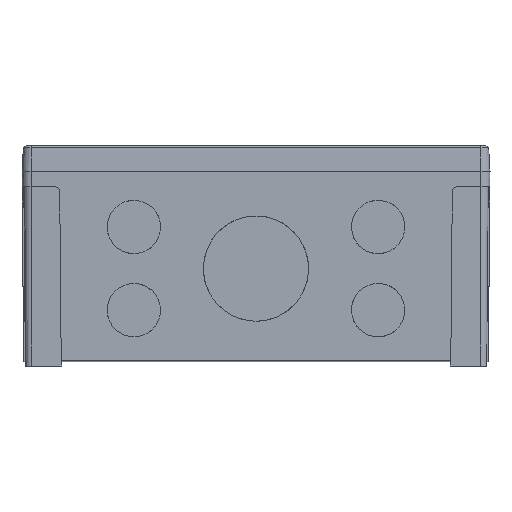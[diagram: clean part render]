
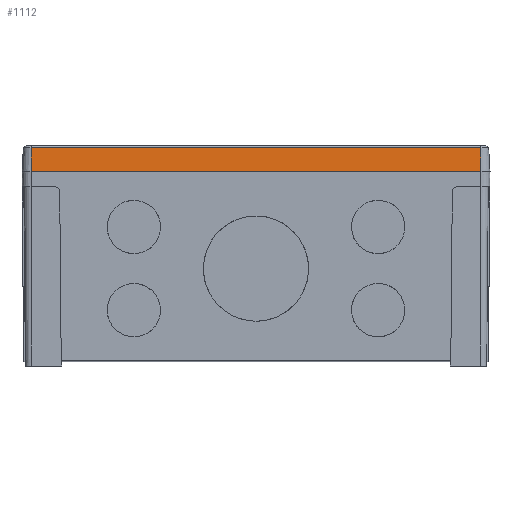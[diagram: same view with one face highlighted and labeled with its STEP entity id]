
A CAD part, top view. The second image highlights one B-rep face of the part: STEP entity #1112.
In plain terms, the highlighted planar face has unit normal (0, 0.052, 0.999).
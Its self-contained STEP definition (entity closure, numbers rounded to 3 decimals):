
#130 = DIRECTION ( 'NONE',  ( 0., 0.052, 0.999 ) ) ;
#158 = LINE ( 'NONE', #10420, #3302 ) ;
#1053 = DIRECTION ( 'NONE',  ( 1., 0., 0. ) ) ;
#1112 = ADVANCED_FACE ( 'NONE', ( #3310 ), #5292, .T. ) ;
#1346 = ORIENTED_EDGE ( 'NONE', *, *, #12593, .T. ) ;
#1474 = DIRECTION ( 'NONE',  ( 0., -0.999, 0.052 ) ) ;
#1741 = CARTESIAN_POINT ( 'NONE',  ( -86.5, 8.945, 89.531 ) ) ;
#2034 = CARTESIAN_POINT ( 'NONE',  ( -86.5, 8.945, 89.531 ) ) ;
#2307 = LINE ( 'NONE', #12769, #12488 ) ;
#2737 = VERTEX_POINT ( 'NONE', #4193 ) ;
#2930 = EDGE_CURVE ( 'NONE', #11431, #2737, #158, .T. ) ;
#3173 = EDGE_LOOP ( 'NONE', ( #6206, #12884, #1346, #8778 ) ) ;
#3299 = CARTESIAN_POINT ( 'NONE',  ( -86.5, 0., 90. ) ) ;
#3302 = VECTOR ( 'NONE', #1053, 1000. ) ;
#3310 = FACE_OUTER_BOUND ( 'NONE', #3173, .T. ) ;
#4193 = CARTESIAN_POINT ( 'NONE',  ( 86.5, 0., 90. ) ) ;
#4276 = DIRECTION ( 'NONE',  ( 1., 0., 0. ) ) ;
#4925 = LINE ( 'NONE', #1741, #10326 ) ;
#5292 = PLANE ( 'NONE',  #12033 ) ;
#5434 = DIRECTION ( 'NONE',  ( 0., -0.999, 0.052 ) ) ;
#6206 = ORIENTED_EDGE ( 'NONE', *, *, #10088, .F. ) ;
#7526 = CARTESIAN_POINT ( 'NONE',  ( -86.5, 0., 90. ) ) ;
#8778 = ORIENTED_EDGE ( 'NONE', *, *, #2930, .T. ) ;
#8850 = VERTEX_POINT ( 'NONE', #2034 ) ;
#9317 = VERTEX_POINT ( 'NONE', #10761 ) ;
#9440 = CARTESIAN_POINT ( 'NONE',  ( -86.5, 0., 90. ) ) ;
#9824 = DIRECTION ( 'NONE',  ( -1., 0., 0. ) ) ;
#10088 = EDGE_CURVE ( 'NONE', #9317, #2737, #2307, .T. ) ;
#10326 = VECTOR ( 'NONE', #9824, 1000. ) ;
#10420 = CARTESIAN_POINT ( 'NONE',  ( -86.5, 0., 90. ) ) ;
#10580 = EDGE_CURVE ( 'NONE', #9317, #8850, #4925, .T. ) ;
#10761 = CARTESIAN_POINT ( 'NONE',  ( 86.5, 8.945, 89.531 ) ) ;
#11431 = VERTEX_POINT ( 'NONE', #7526 ) ;
#11591 = LINE ( 'NONE', #3299, #12989 ) ;
#12033 = AXIS2_PLACEMENT_3D ( 'NONE', #9440, #130, #4276 ) ;
#12488 = VECTOR ( 'NONE', #5434, 1000. ) ;
#12593 = EDGE_CURVE ( 'NONE', #8850, #11431, #11591, .T. ) ;
#12769 = CARTESIAN_POINT ( 'NONE',  ( 86.5, 0., 90. ) ) ;
#12884 = ORIENTED_EDGE ( 'NONE', *, *, #10580, .T. ) ;
#12989 = VECTOR ( 'NONE', #1474, 1000. ) ;
